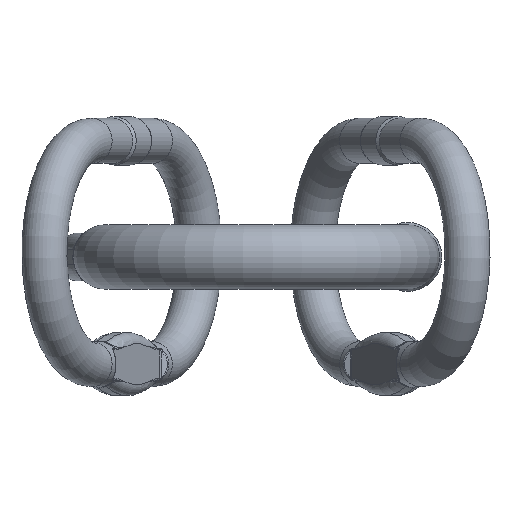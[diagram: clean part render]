
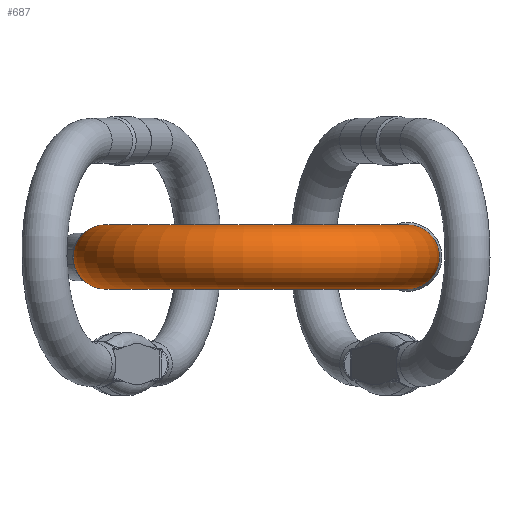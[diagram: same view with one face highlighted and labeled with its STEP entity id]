
A CAD part, front view. The second image highlights one B-rep face of the part: STEP entity #687.
In plain terms, the highlighted toroidal (fillet/blend) face has major radius 63.5 mm and minor radius 13.5 mm.
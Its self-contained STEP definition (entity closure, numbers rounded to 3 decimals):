
#582=TOROIDAL_SURFACE('',#6384,63.5,13.5);
#687=ADVANCED_FACE('',(#1844,#1845),#582,.T.);
#1216=CIRCLE('',#6375,13.5);
#1217=CIRCLE('',#6377,13.5);
#1844=FACE_BOUND('',#1940,.T.);
#1845=FACE_BOUND('',#1941,.T.);
#1940=EDGE_LOOP('',(#2471));
#1941=EDGE_LOOP('',(#2472));
#2471=ORIENTED_EDGE('',*,*,#4833,.F.);
#2472=ORIENTED_EDGE('',*,*,#4832,.T.);
#4264=VERTEX_POINT('',#8496);
#4265=VERTEX_POINT('',#8499);
#4832=EDGE_CURVE('',#4264,#4264,#1216,.T.);
#4833=EDGE_CURVE('',#4265,#4265,#1217,.T.);
#6375=AXIS2_PLACEMENT_3D('',#8495,#6825,#6826);
#6377=AXIS2_PLACEMENT_3D('',#8498,#6829,#6830);
#6384=AXIS2_PLACEMENT_3D('',#8509,#6843,#6844);
#6825=DIRECTION('',(0.,-1.,0.));
#6826=DIRECTION('',(1.,0.,0.));
#6829=DIRECTION('',(0.,1.,0.));
#6830=DIRECTION('',(-1.,0.,0.));
#6843=DIRECTION('',(0.,0.,-1.));
#6844=DIRECTION('',(-1.,0.,0.));
#8495=CARTESIAN_POINT('',(-63.5,-40.,0.));
#8496=CARTESIAN_POINT('',(-50.,-40.,0.));
#8498=CARTESIAN_POINT('',(63.5,-40.,0.));
#8499=CARTESIAN_POINT('',(50.,-40.,0.));
#8509=CARTESIAN_POINT('',(0.,-40.,0.));
